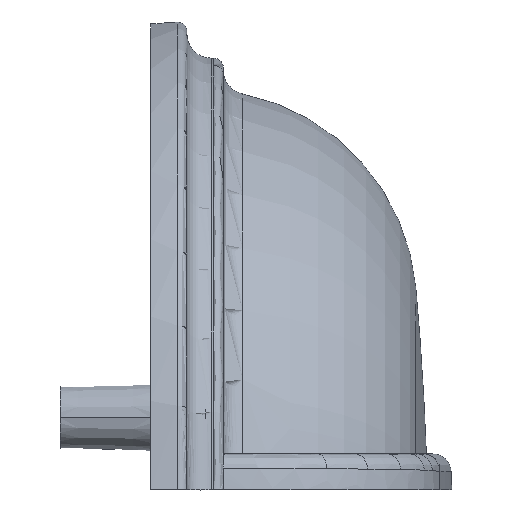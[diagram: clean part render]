
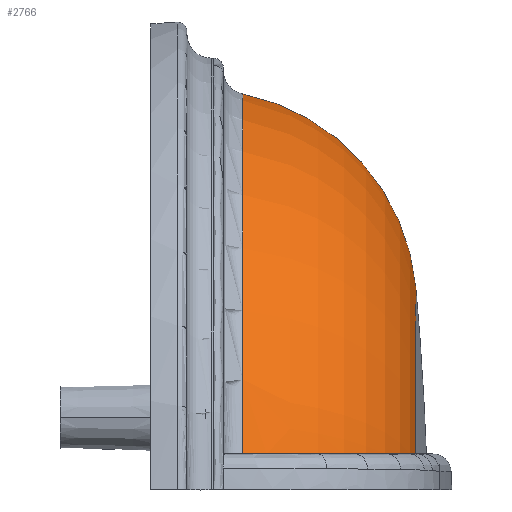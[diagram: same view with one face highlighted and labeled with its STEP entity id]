
A CAD part, left-side view. The second image highlights one B-rep face of the part: STEP entity #2766.
In plain terms, the highlighted toroidal (fillet/blend) face has major radius 21.166 mm and minor radius 18.009 mm.
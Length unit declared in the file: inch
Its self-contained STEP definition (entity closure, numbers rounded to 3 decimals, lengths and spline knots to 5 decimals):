
#7=CARTESIAN_POINT('',(-1.48655,-0.29928,0.354));
#193=CARTESIAN_POINT('',(-0.82332,-0.86442,
0.354));
#194=CARTESIAN_POINT('',(-0.84468,-0.86267,
0.354));
#195=CARTESIAN_POINT('',(-0.88669,-0.85755,
0.354));
#196=CARTESIAN_POINT('',(-0.94774,-0.84522,
0.354));
#197=CARTESIAN_POINT('',(-1.00641,-0.82847,
0.354));
#198=CARTESIAN_POINT('',(-1.06286,-0.80739,
0.354));
#199=CARTESIAN_POINT('',(-1.11661,-0.78229,
0.354));
#200=CARTESIAN_POINT('',(-1.16784,-0.75318,
0.354));
#201=CARTESIAN_POINT('',(-1.21603,-0.72043,
0.354));
#202=CARTESIAN_POINT('',(-1.26117,-0.68413,
0.354));
#203=CARTESIAN_POINT('',(-1.30297,-0.64458,
0.354));
#204=CARTESIAN_POINT('',(-1.3412,-0.60207,
0.354));
#205=CARTESIAN_POINT('',(-1.3758,-0.55671,
0.354));
#206=CARTESIAN_POINT('',(-1.40641,-0.50903,
0.354));
#207=CARTESIAN_POINT('',(-1.43307,-0.45902,
0.354));
#208=CARTESIAN_POINT('',(-1.45546,-0.40731,
0.354));
#209=CARTESIAN_POINT('',(-1.4736,-0.35392,
0.354));
#210=CARTESIAN_POINT('',(-1.48272,-0.31763,
0.354));
#211=CARTESIAN_POINT('',(-1.48655,-0.29928,
0.354));
#903=CARTESIAN_POINT('',(0.,-0.29928,0.));
#904=DIRECTION('',(0.,1.,0.));
#905=DIRECTION('',(-0.973,0.,0.232));
#906=AXIS2_PLACEMENT_3D('',#903,#904,#905);
#908=CARTESIAN_POINT('',(0.,-0.1582,0.8333));
#909=DIRECTION('',(-1.,0.,0.));
#910=DIRECTION('',(0.,-0.996,0.089));
#911=AXIS2_PLACEMENT_3D('',#908,#909,#910);
#938=CARTESIAN_POINT('',(0.,-0.86444,0.));
#939=DIRECTION('',(0.,1.,0.));
#940=DIRECTION('',(-0.919,0.,0.395));
#941=AXIS2_PLACEMENT_3D('',#938,#939,#940);
#944=CARTESIAN_POINT('',(0.,-0.29928,1.52812));
#946=VERTEX_POINT('',#944);
#950=VERTEX_POINT('',#7);
#971=VERTEX_POINT('',#193);
#1079=CARTESIAN_POINT('',(0.,-0.8644,0.8962));
#1080=VERTEX_POINT('',#1079);
#2753=CARTESIAN_POINT('',(0.,-0.1582,0.));
#2754=DIRECTION('',(0.,1.,0.));
#2755=DIRECTION('',(0.,0.,1.));
#2756=AXIS2_PLACEMENT_3D('',#2753,#2754,#2755);
#2757=TOROIDAL_SURFACE('',#2756,0.8333,0.709);
#2759=ORIENTED_EDGE('',*,*,#2758,.F.);
#2761=ORIENTED_EDGE('',*,*,#2760,.F.);
#2762=ORIENTED_EDGE('',*,*,#1312,.T.);
#2763=ORIENTED_EDGE('',*,*,#1088,.T.);
#2764=EDGE_LOOP('',(#2759,#2761,#2762,#2763));
#2765=FACE_OUTER_BOUND('',#2764,.F.);
#2766=ADVANCED_FACE('',(#2765),#2757,.T.);
#212=B_SPLINE_CURVE_WITH_KNOTS('',3,(#193,#194,#195,#196,#197,#198,#199,#200,
#201,#202,#203,#204,#205,#206,#207,#208,#209,#210,#211),.UNSPECIFIED.,.F.,.F.,
(4,1,1,1,1,1,1,1,1,1,1,1,1,1,1,1,4),(0.,0.0625,0.125,0.1875,0.25,
0.3125,0.375,0.4375,0.5,0.5625,0.625,0.6875,0.75,0.8125,
0.875,0.9375,1.),.UNSPECIFIED.);
#907=CIRCLE('',#906,1.52812);
#912=CIRCLE('',#911,0.709);
#942=CIRCLE('',#941,0.8962);
#1088=EDGE_CURVE('',#950,#946,#907,.T.);
#1312=EDGE_CURVE('',#971,#950,#212,.T.);
#2758=EDGE_CURVE('',#1080,#946,#912,.T.);
#2760=EDGE_CURVE('',#971,#1080,#942,.T.);
